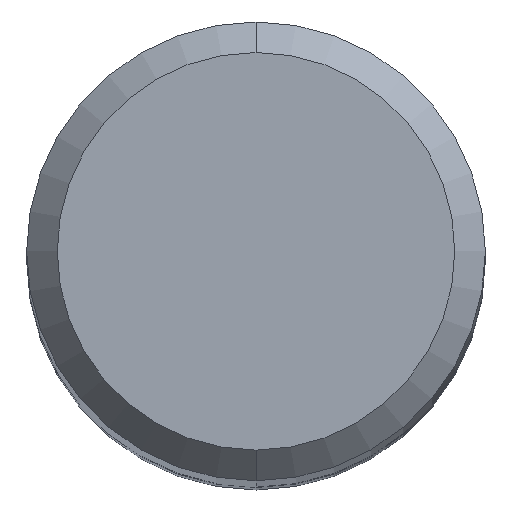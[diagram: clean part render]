
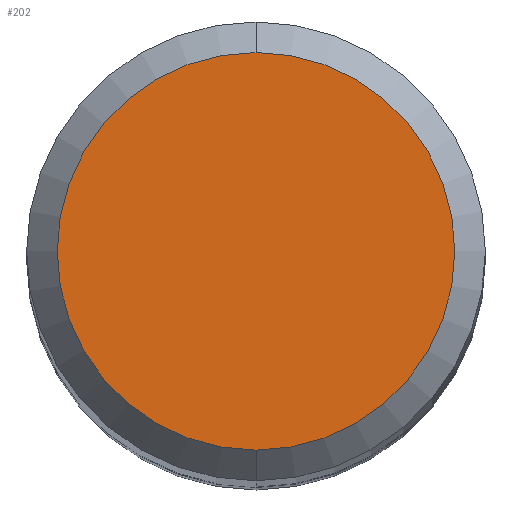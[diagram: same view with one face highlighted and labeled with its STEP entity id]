
A CAD part, top view. The second image highlights one B-rep face of the part: STEP entity #202.
In plain terms, the highlighted planar face has unit normal (0, 0, 1).
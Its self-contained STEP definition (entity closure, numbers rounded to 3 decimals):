
#202=ADVANCED_FACE('',(#497),#498,.T.);
#240=EDGE_CURVE('',#394,#260,#542,.T.);
#260=VERTEX_POINT('',#563);
#332=EDGE_CURVE('',#260,#394,#642,.T.);
#394=VERTEX_POINT('',#706);
#497=FACE_OUTER_BOUND('',#840,.T.);
#498=PLANE('',#841);
#542=CIRCLE('',#895,2.6);
#563=CARTESIAN_POINT('',(0.,-2.6,0.0));
#642=CIRCLE('',#1072,2.6);
#706=CARTESIAN_POINT('',(0.0,2.6,0.0));
#840=EDGE_LOOP('',(#1413,#1414));
#841=AXIS2_PLACEMENT_3D('',#1415,#1416,#1417);
#895=AXIS2_PLACEMENT_3D('',#1485,#1486,#1487);
#1072=AXIS2_PLACEMENT_3D('',#1605,#1606,#1607);
#1413=ORIENTED_EDGE('',*,*,#240,.F.);
#1414=ORIENTED_EDGE('',*,*,#332,.F.);
#1415=CARTESIAN_POINT('',(0.0,1.3,0.0));
#1416=DIRECTION('',(-0.0,0.0,1.0));
#1417=DIRECTION('',(0.0,-1.0,0.0));
#1485=CARTESIAN_POINT('',(0.0,0.0,0.0));
#1486=DIRECTION('',(0.0,0.0,-1.0));
#1487=DIRECTION('',(0.0,1.0,0.0));
#1605=CARTESIAN_POINT('',(0.0,0.0,0.0));
#1606=DIRECTION('',(0.0,0.0,-1.0));
#1607=DIRECTION('',(0.0,1.0,0.0));
